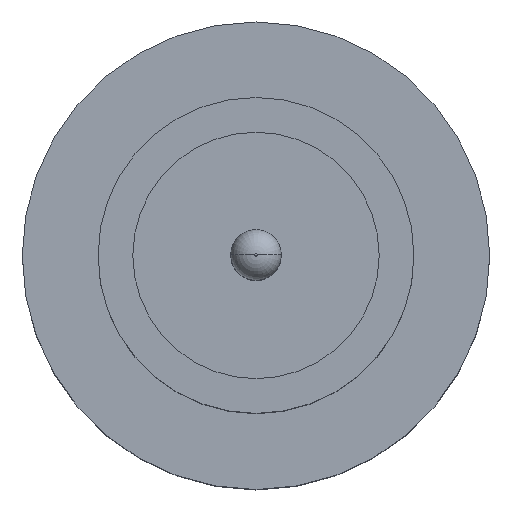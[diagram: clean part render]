
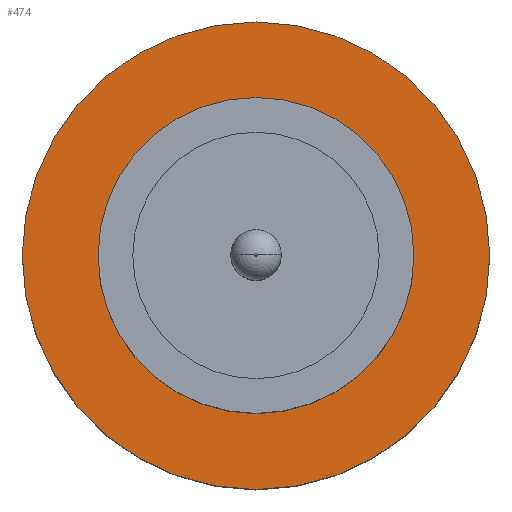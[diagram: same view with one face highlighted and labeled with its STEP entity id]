
A CAD part, top view. The second image highlights one B-rep face of the part: STEP entity #474.
In plain terms, the highlighted planar face has unit normal (0, 0, 1).
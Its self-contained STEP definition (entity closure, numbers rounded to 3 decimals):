
#1 = CARTESIAN_POINT ( 'NONE',  ( 1.85, 0., 1.55 ) ) ;
#7 = CIRCLE ( 'NONE', #731, 1.85 ) ;
#103 = CARTESIAN_POINT ( 'NONE',  ( 0., 0., 1.55 ) ) ;
#111 = AXIS2_PLACEMENT_3D ( 'NONE', #402, #610, #542 ) ;
#138 = CARTESIAN_POINT ( 'NONE',  ( 1.25, 0., 1.55 ) ) ;
#175 = EDGE_CURVE ( 'NONE', #479, #467, #617, .T. ) ;
#187 = AXIS2_PLACEMENT_3D ( 'NONE', #572, #509, #779 ) ;
#223 = DIRECTION ( 'NONE',  ( 0., 0., 1. ) ) ;
#237 = DIRECTION ( 'NONE',  ( 1., 0., 0. ) ) ;
#280 = ORIENTED_EDGE ( 'NONE', *, *, #716, .T. ) ;
#346 = PLANE ( 'NONE',  #187 ) ;
#387 = EDGE_LOOP ( 'NONE', ( #850, #529 ) ) ;
#397 = DIRECTION ( 'NONE',  ( 1., 0., 0. ) ) ;
#400 = ORIENTED_EDGE ( 'NONE', *, *, #527, .T. ) ;
#402 = CARTESIAN_POINT ( 'NONE',  ( 0., 0., 1.55 ) ) ;
#416 = FACE_OUTER_BOUND ( 'NONE', #421, .T. ) ;
#421 = EDGE_LOOP ( 'NONE', ( #280, #400 ) ) ;
#457 = DIRECTION ( 'NONE',  ( 0., 0., 1. ) ) ;
#467 = VERTEX_POINT ( 'NONE', #561 ) ;
#468 = CARTESIAN_POINT ( 'NONE',  ( 0., 0., 1.55 ) ) ;
#474 = ADVANCED_FACE ( 'NONE', ( #778, #416 ), #346, .T. ) ;
#479 = VERTEX_POINT ( 'NONE', #138 ) ;
#491 = VERTEX_POINT ( 'NONE', #1 ) ;
#509 = DIRECTION ( 'NONE',  ( 0., 0., 1. ) ) ;
#527 = EDGE_CURVE ( 'NONE', #491, #612, #907, .T. ) ;
#529 = ORIENTED_EDGE ( 'NONE', *, *, #733, .F. ) ;
#542 = DIRECTION ( 'NONE',  ( 1., 0., 0. ) ) ;
#559 = AXIS2_PLACEMENT_3D ( 'NONE', #651, #223, #772 ) ;
#561 = CARTESIAN_POINT ( 'NONE',  ( -1.25, 0., 1.55 ) ) ;
#572 = CARTESIAN_POINT ( 'NONE',  ( 0., 0., 1.55 ) ) ;
#600 = CARTESIAN_POINT ( 'NONE',  ( -1.85, 0., 1.55 ) ) ;
#610 = DIRECTION ( 'NONE',  ( 0., 0., 1. ) ) ;
#611 = DIRECTION ( 'NONE',  ( 0., 0., 1. ) ) ;
#612 = VERTEX_POINT ( 'NONE', #600 ) ;
#617 = CIRCLE ( 'NONE', #862, 1.25 ) ;
#651 = CARTESIAN_POINT ( 'NONE',  ( 0., 0., 1.55 ) ) ;
#716 = EDGE_CURVE ( 'NONE', #612, #491, #7, .T. ) ;
#731 = AXIS2_PLACEMENT_3D ( 'NONE', #468, #457, #397 ) ;
#733 = EDGE_CURVE ( 'NONE', #467, #479, #883, .T. ) ;
#772 = DIRECTION ( 'NONE',  ( 1., 0., 0. ) ) ;
#778 = FACE_BOUND ( 'NONE', #387, .T. ) ;
#779 = DIRECTION ( 'NONE',  ( 1., 0., 0. ) ) ;
#850 = ORIENTED_EDGE ( 'NONE', *, *, #175, .F. ) ;
#862 = AXIS2_PLACEMENT_3D ( 'NONE', #103, #611, #237 ) ;
#883 = CIRCLE ( 'NONE', #111, 1.25 ) ;
#907 = CIRCLE ( 'NONE', #559, 1.85 ) ;
